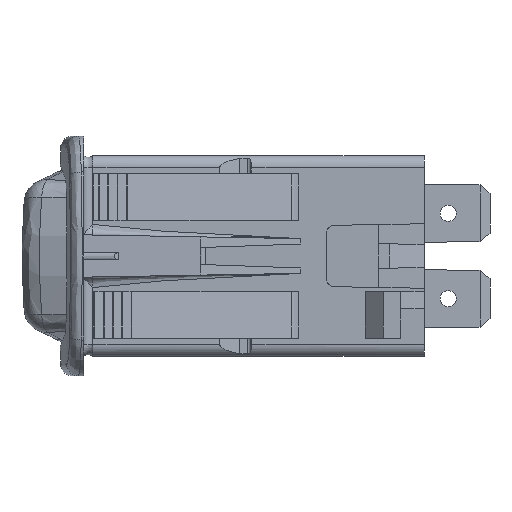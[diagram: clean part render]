
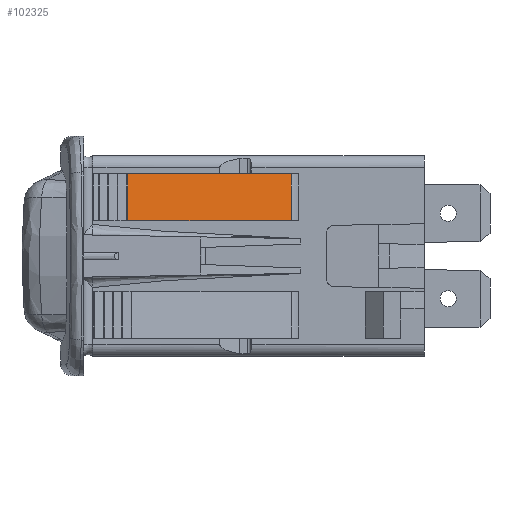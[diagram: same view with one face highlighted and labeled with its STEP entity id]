
A CAD part, left-side view. The second image highlights one B-rep face of the part: STEP entity #102325.
In plain terms, the highlighted planar face has unit normal (-0.951, -0.31, 0).
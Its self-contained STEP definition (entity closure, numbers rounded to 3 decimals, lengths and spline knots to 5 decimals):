
#40534=DIRECTION('',(-0.311,0.951,0.));
#40535=VECTOR('',#40534,0.73281);
#40536=CARTESIAN_POINT('',(-0.78744,0.56513,0.15));
#40537=LINE('',#40536,#40535);
#40598=DIRECTION('',(-0.311,0.951,0.));
#40599=VECTOR('',#40598,0.73281);
#40600=CARTESIAN_POINT('',(-0.78744,0.56513,0.35));
#40601=LINE('',#40600,#40599);
#40673=DIRECTION('',(0.,0.,1.));
#40674=VECTOR('',#40673,0.2);
#40675=CARTESIAN_POINT('',(-0.78744,0.56513,0.15));
#40676=LINE('',#40675,#40674);
#40686=DIRECTION('',(0.,0.,1.));
#40687=VECTOR('',#40686,0.2);
#40688=CARTESIAN_POINT('',(-1.015,1.26172,0.15));
#40689=LINE('',#40688,#40687);
#51279=CARTESIAN_POINT('',(-1.015,1.26172,0.15));
#51280=CARTESIAN_POINT('',(-1.015,1.26172,0.35));
#51281=VERTEX_POINT('',#51279);
#51282=VERTEX_POINT('',#51280);
#51287=CARTESIAN_POINT('',(-0.78744,0.56513,0.15));
#51288=CARTESIAN_POINT('',(-0.78744,0.56513,0.35));
#51289=VERTEX_POINT('',#51287);
#51290=VERTEX_POINT('',#51288);
#102313=CARTESIAN_POINT('',(-0.7825,0.55,0.15));
#102314=DIRECTION('',(0.951,0.311,0.));
#102315=DIRECTION('',(-0.311,0.951,0.));
#102316=AXIS2_PLACEMENT_3D('',#102313,#102314,#102315);
#102317=PLANE('',#102316);
#102318=ORIENTED_EDGE('',*,*,#102307,.F.);
#102319=ORIENTED_EDGE('',*,*,#102161,.T.);
#102321=ORIENTED_EDGE('',*,*,#102320,.T.);
#102322=ORIENTED_EDGE('',*,*,#102225,.F.);
#102323=EDGE_LOOP('',(#102318,#102319,#102321,#102322));
#102324=FACE_OUTER_BOUND('',#102323,.F.);
#102161=EDGE_CURVE('',#51289,#51281,#40537,.T.);
#102225=EDGE_CURVE('',#51290,#51282,#40601,.T.);
#102307=EDGE_CURVE('',#51289,#51290,#40676,.T.);
#102320=EDGE_CURVE('',#51281,#51282,#40689,.T.);
#102325=ADVANCED_FACE('',(#102324),#102317,.F.);
